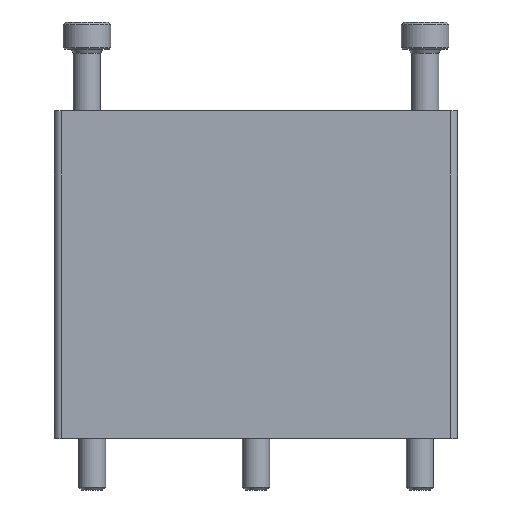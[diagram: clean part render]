
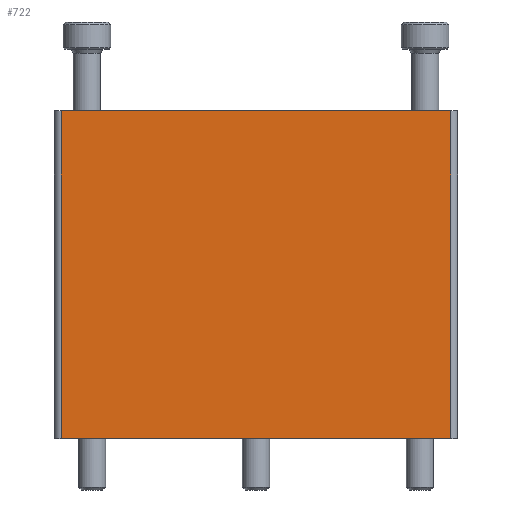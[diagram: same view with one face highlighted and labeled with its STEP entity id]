
A CAD part, left-side view. The second image highlights one B-rep face of the part: STEP entity #722.
In plain terms, the highlighted planar face has unit normal (-1, 0, 0).
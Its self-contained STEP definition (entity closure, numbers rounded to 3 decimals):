
#722 = ADVANCED_FACE( '', ( #1432 ), #1433, .F. );
#1432 = FACE_OUTER_BOUND( '', #2141, .T. );
#1433 = PLANE( '', #2142 );
#2141 = EDGE_LOOP( '', ( #3666, #3667, #3668, #3669 ) );
#2142 = AXIS2_PLACEMENT_3D( '', #3670, #3671, #3672 );
#3666 = ORIENTED_EDGE( '', *, *, #4257, .T. );
#3667 = ORIENTED_EDGE( '', *, *, #4218, .F. );
#3668 = ORIENTED_EDGE( '', *, *, #4474, .F. );
#3669 = ORIENTED_EDGE( '', *, *, #4640, .T. );
#3670 = CARTESIAN_POINT( '', ( -29.5, 28.5, 48. ) );
#3671 = DIRECTION( '', ( 1., 0., 0. ) );
#3672 = DIRECTION( '', ( 0., 0., -1. ) );
#4218 = EDGE_CURVE( '', #5022, #5017, #5024, .T. );
#4257 = EDGE_CURVE( '', #5090, #5017, #5091, .T. );
#4474 = EDGE_CURVE( '', #5415, #5022, #5416, .T. );
#4640 = EDGE_CURVE( '', #5415, #5090, #5629, .T. );
#5017 = VERTEX_POINT( '', #6272 );
#5022 = VERTEX_POINT( '', #6278 );
#5024 = LINE( '', #6280, #6281 );
#5090 = VERTEX_POINT( '', #6377 );
#5091 = LINE( '', #6378, #6379 );
#5415 = VERTEX_POINT( '', #6842 );
#5416 = LINE( '', #6843, #6844 );
#5629 = LINE( '', #7168, #7169 );
#6272 = CARTESIAN_POINT( '', ( -29.5, -28.5, 0. ) );
#6278 = CARTESIAN_POINT( '', ( -29.5, -28.5, 48. ) );
#6280 = CARTESIAN_POINT( '', ( -29.5, -28.5, 48. ) );
#6281 = VECTOR( '', #7501, 1000. );
#6377 = CARTESIAN_POINT( '', ( -29.5, 28.5, 0. ) );
#6378 = CARTESIAN_POINT( '', ( -29.5, 28.5, 0. ) );
#6379 = VECTOR( '', #7564, 1000. );
#6842 = CARTESIAN_POINT( '', ( -29.5, 28.5, 48. ) );
#6843 = CARTESIAN_POINT( '', ( -29.5, 28.5, 48. ) );
#6844 = VECTOR( '', #7879, 1000. );
#7168 = CARTESIAN_POINT( '', ( -29.5, 28.5, 48. ) );
#7169 = VECTOR( '', #8099, 1000. );
#7501 = DIRECTION( '', ( 0., 0., -1. ) );
#7564 = DIRECTION( '', ( 0., -1., 0. ) );
#7879 = DIRECTION( '', ( 0., -1., 0. ) );
#8099 = DIRECTION( '', ( 0., 0., -1. ) );
